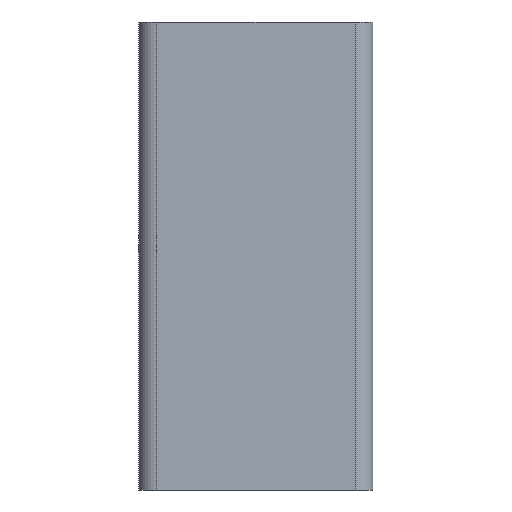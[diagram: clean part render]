
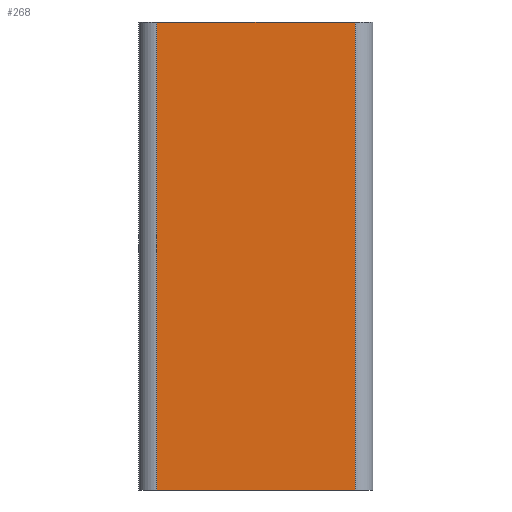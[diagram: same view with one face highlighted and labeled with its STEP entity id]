
A CAD part, front view. The second image highlights one B-rep face of the part: STEP entity #268.
In plain terms, the highlighted planar face has unit normal (0, -1, 0).
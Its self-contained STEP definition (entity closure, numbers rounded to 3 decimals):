
#32 = VERTEX_POINT('',#33);
#33 = CARTESIAN_POINT('',(-34.,-25.,0.));
#40 = EDGE_CURVE('',#32,#41,#43,.T.);
#41 = VERTEX_POINT('',#42);
#42 = CARTESIAN_POINT('',(34.,-25.,0.));
#43 = LINE('',#44,#45);
#44 = CARTESIAN_POINT('',(-40.,-25.,0.));
#45 = VECTOR('',#46,1.);
#46 = DIRECTION('',(1.,0.,0.));
#224 = EDGE_CURVE('',#32,#225,#227,.T.);
#225 = VERTEX_POINT('',#226);
#226 = CARTESIAN_POINT('',(-34.,-25.,160.));
#227 = LINE('',#228,#229);
#228 = CARTESIAN_POINT('',(-34.,-25.,0.));
#229 = VECTOR('',#230,1.);
#230 = DIRECTION('',(0.,0.,1.));
#268 = ADVANCED_FACE('',(#269),#287,.F.);
#269 = FACE_BOUND('',#270,.F.);
#270 = EDGE_LOOP('',(#271,#272,#273,#281));
#271 = ORIENTED_EDGE('',*,*,#40,.F.);
#272 = ORIENTED_EDGE('',*,*,#224,.T.);
#273 = ORIENTED_EDGE('',*,*,#274,.T.);
#274 = EDGE_CURVE('',#225,#275,#277,.T.);
#275 = VERTEX_POINT('',#276);
#276 = CARTESIAN_POINT('',(34.,-25.,160.));
#277 = LINE('',#278,#279);
#278 = CARTESIAN_POINT('',(-40.,-25.,160.));
#279 = VECTOR('',#280,1.);
#280 = DIRECTION('',(1.,0.,0.));
#281 = ORIENTED_EDGE('',*,*,#282,.F.);
#282 = EDGE_CURVE('',#41,#275,#283,.T.);
#283 = LINE('',#284,#285);
#284 = CARTESIAN_POINT('',(34.,-25.,0.));
#285 = VECTOR('',#286,1.);
#286 = DIRECTION('',(0.,0.,1.));
#287 = PLANE('',#288);
#288 = AXIS2_PLACEMENT_3D('',#289,#290,#291);
#289 = CARTESIAN_POINT('',(-40.,-25.,0.));
#290 = DIRECTION('',(0.,1.,0.));
#291 = DIRECTION('',(1.,0.,0.));
